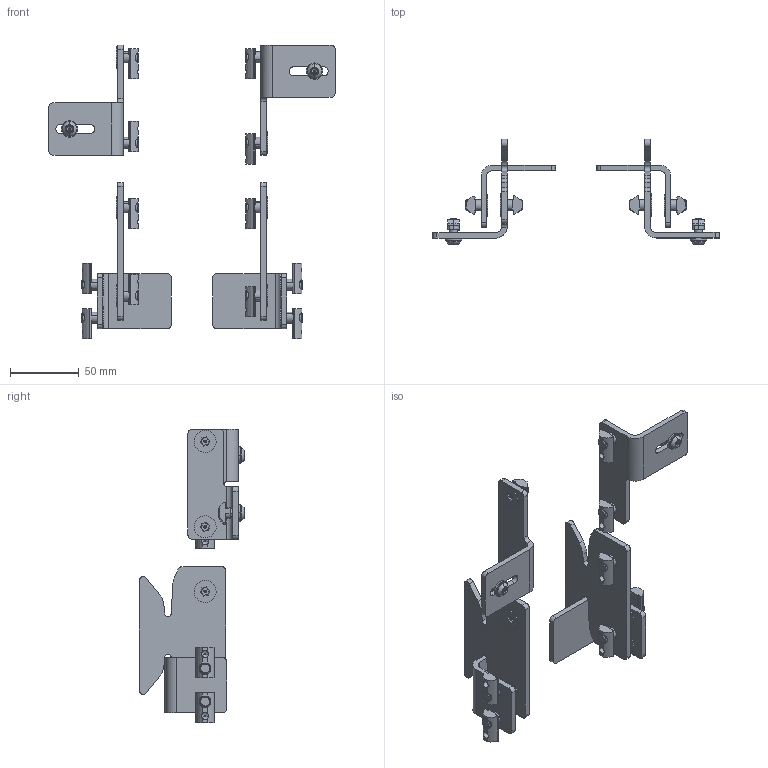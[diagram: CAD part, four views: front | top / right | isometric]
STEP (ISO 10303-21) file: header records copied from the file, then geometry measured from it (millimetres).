
FILE_DESCRIPTION (( 'STEP AP203' ), '1' );
FILE_NAME ('093WH400808.STEP', '2016-02-15T12:58:35', ( '' ), ( '' ), 'SwSTEP 2.0', 'SolidWorks 2016', '' );
FILE_SCHEMA (( 'CONFIG_CONTROL_DESIGN' ));
Length unit declared in the file: millimetre
Products named in the file (10): 093WH400806R02; 093WH400806R03; 340ME445_340ME445; 096028_096 028 ; 096h08430_096 h08 6 30; 093WH400808; 093WH400806R01; 340ME446_340ME446_; 4din125am6m_Standard; 093WH400808R01_093WH400808R01
Assembly tree (34 placements, depth 3):
  093WH400808
    093WH400808R01_093WH400808R01  x2
      096h08430_096 h08 6 30
      093WH400806R01
      340ME446_340ME446_
      4din125am6m_Standard
    093WH400806R02  x2
    093WH400806R03  x2
    340ME445_340ME445  x12
    096028_096 028   x12
Bounding box: 208 x 76.9 x 213.5 mm (x, y, z)
Volume: 128545.4 mm3; surface area: 85473.6 mm2
Topology: 36 solids, 36 shells, 1302 faces, 3264 edges, 2066 vertices
Faces by surface type: plane 648, cylinder 482, cone 128, torus 40, sphere 4
Entity records: 11270 total; most frequent: CARTESIAN_POINT 2257, DIRECTION 1562, ORIENTED_EDGE 1514, EDGE_CURVE 757, AXIS2_PLACEMENT_3D 572, VERTEX_POINT 483, VECTOR 418, LINE 418
